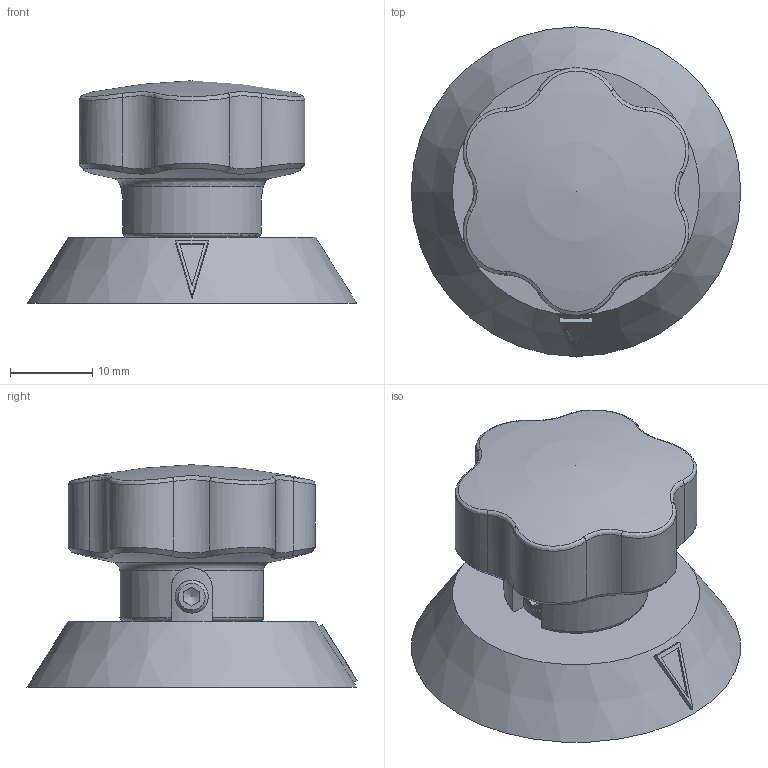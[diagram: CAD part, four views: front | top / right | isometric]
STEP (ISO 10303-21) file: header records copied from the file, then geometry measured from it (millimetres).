
FILE_DESCRIPTION(/* description */ ('File 3D'),/* implementation_level */ '2;1');
FILE_NAME(/* name */ '6129010_VBI_40_ø6',/* time_stamp */ '2022-05-06T13:22:04+02:00',/* author */ ('Zorzan D.'),/* organization */ ('Gamm Srl.'),/* preprocessor_version */ 'ST-DEVELOPER v18.102',/* originating_system */ 'Solid Edge',/* authorisation */ 'Unknown');
FILE_SCHEMA (('AUTOMOTIVE_DESIGN {1 0 10303 214 3 1 1}'));
Length unit declared in the file: millimetre
Products named in the file (1): Parte2
Bounding box: 40 x 40.06 x 27 mm (x, y, z)
Volume: 9920.9 mm3; surface area: 6212.5 mm2
Topology: 1 solids, 1 shells, 127 faces, 329 edges, 205 vertices
Faces by surface type: bspline 42, plane 38, cylinder 30, cone 9, torus 8
Full cylindrical faces by diameter (mm): 4 x2, 6 x1, 8.2 x1, 14.4 x1, 15 x1
Entity records: 5224 total; most frequent: CARTESIAN_POINT 1805, ORIENTED_EDGE 588, DIRECTION 349, EDGE_CURVE 294, VERTEX_POINT 195, FACE_BOUND 165, EDGE_LOOP 162, B_SPLINE_CURVE_WITH_KNOTS 160
